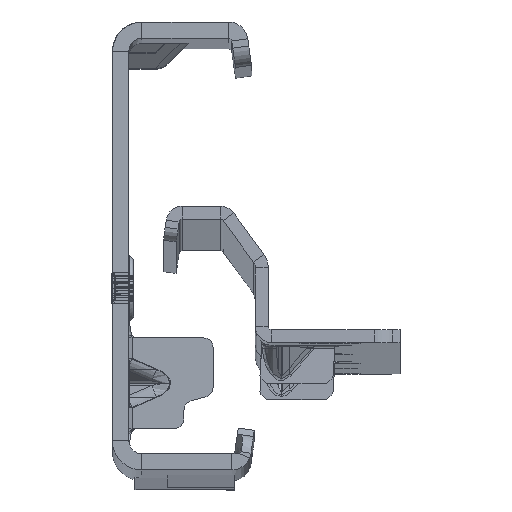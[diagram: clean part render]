
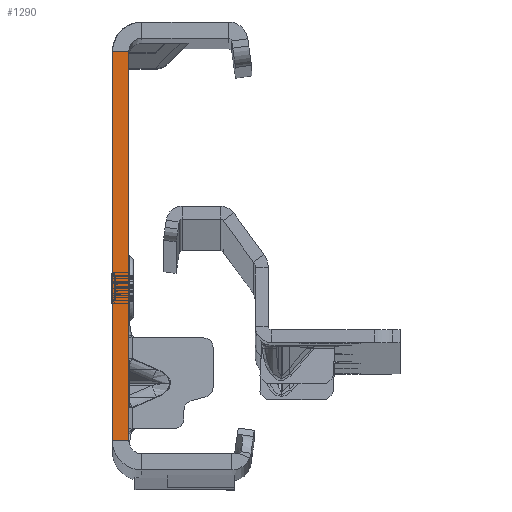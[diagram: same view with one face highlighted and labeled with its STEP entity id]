
A CAD part, top view. The second image highlights one B-rep face of the part: STEP entity #1290.
In plain terms, the highlighted planar face has unit normal (0, 0, 1).
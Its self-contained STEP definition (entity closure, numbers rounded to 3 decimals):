
#696 = CARTESIAN_POINT ( 'NONE',  ( 0., 30., 0. ) ) ;
#792 = VECTOR ( 'NONE', #8553, 1000. ) ;
#1290 = ADVANCED_FACE ( 'NONE', ( #15911 ), #2561, .T. ) ;
#1337 = DIRECTION ( 'NONE',  ( -1., 0., 0. ) ) ;
#1548 = EDGE_CURVE ( 'NONE', #1588, #17915, #18252, .T. ) ;
#1588 = VERTEX_POINT ( 'NONE', #15879 ) ;
#1820 = EDGE_LOOP ( 'NONE', ( #10422, #2117, #24572, #19084 ) ) ;
#2117 = ORIENTED_EDGE ( 'NONE', *, *, #15877, .T. ) ;
#2561 = PLANE ( 'NONE',  #14065 ) ;
#2692 = LINE ( 'NONE', #20196, #15963 ) ;
#2846 = VERTEX_POINT ( 'NONE', #20506 ) ;
#2932 = DIRECTION ( 'NONE',  ( 0., -1., 0. ) ) ;
#4614 = CARTESIAN_POINT ( 'NONE',  ( 0., -32., 0. ) ) ;
#6019 = VECTOR ( 'NONE', #1337, 1000. ) ;
#6857 = EDGE_CURVE ( 'NONE', #11390, #1588, #8504, .T. ) ;
#8504 = LINE ( 'NONE', #4614, #14935 ) ;
#8553 = DIRECTION ( 'NONE',  ( -1., 0., 0. ) ) ;
#10230 = CARTESIAN_POINT ( 'NONE',  ( -2.5, -32., 0. ) ) ;
#10357 = DIRECTION ( 'NONE',  ( 0., 0., 1. ) ) ;
#10422 = ORIENTED_EDGE ( 'NONE', *, *, #6857, .F. ) ;
#10544 = LINE ( 'NONE', #14191, #6019 ) ;
#11390 = VERTEX_POINT ( 'NONE', #696 ) ;
#12088 = CARTESIAN_POINT ( 'NONE',  ( 0., -30., 0. ) ) ;
#12534 = DIRECTION ( 'NONE',  ( 0., -1., 0. ) ) ;
#13307 = EDGE_CURVE ( 'NONE', #2846, #17915, #2692, .T. ) ;
#14065 = AXIS2_PLACEMENT_3D ( 'NONE', #10230, #10357, #20187 ) ;
#14191 = CARTESIAN_POINT ( 'NONE',  ( 0., 30., 0. ) ) ;
#14935 = VECTOR ( 'NONE', #12534, 1000. ) ;
#15877 = EDGE_CURVE ( 'NONE', #11390, #2846, #10544, .T. ) ;
#15879 = CARTESIAN_POINT ( 'NONE',  ( 0., -30., 0. ) ) ;
#15911 = FACE_OUTER_BOUND ( 'NONE', #1820, .T. ) ;
#15963 = VECTOR ( 'NONE', #2932, 1000. ) ;
#17915 = VERTEX_POINT ( 'NONE', #20283 ) ;
#18252 = LINE ( 'NONE', #12088, #792 ) ;
#19084 = ORIENTED_EDGE ( 'NONE', *, *, #1548, .F. ) ;
#20187 = DIRECTION ( 'NONE',  ( 1., 0., 0. ) ) ;
#20196 = CARTESIAN_POINT ( 'NONE',  ( -2.5, -32., 0. ) ) ;
#20283 = CARTESIAN_POINT ( 'NONE',  ( -2.5, -30., 0. ) ) ;
#20506 = CARTESIAN_POINT ( 'NONE',  ( -2.5, 30., 0. ) ) ;
#24572 = ORIENTED_EDGE ( 'NONE', *, *, #13307, .T. ) ;
